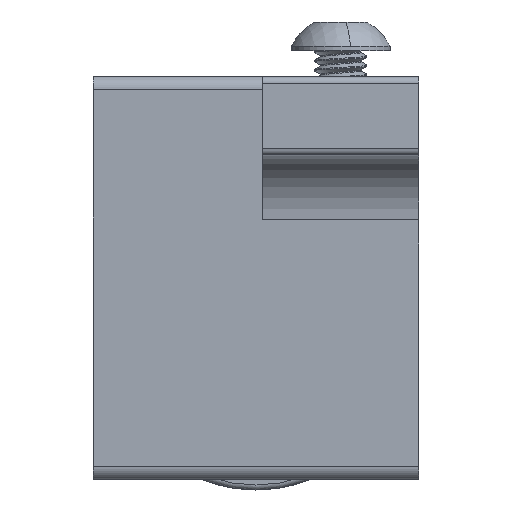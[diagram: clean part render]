
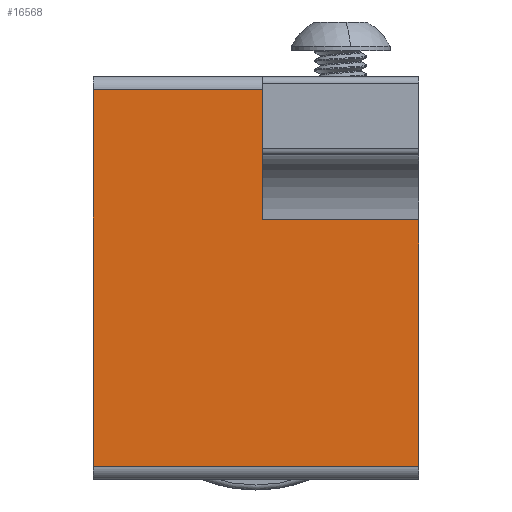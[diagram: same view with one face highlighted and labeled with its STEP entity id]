
A CAD part, front view. The second image highlights one B-rep face of the part: STEP entity #16568.
In plain terms, the highlighted planar face has unit normal (0, -1, 0).
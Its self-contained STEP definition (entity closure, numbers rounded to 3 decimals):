
#70 = VECTOR ( 'NONE', #16330, 1000. ) ;
#740 = EDGE_CURVE ( 'Defeatured_0_49+Defeatured_0_24+Defeatured_0_44+Defeatured_0_45', #6611, #13464, #8474, .T. ) ;
#768 = ORIENTED_EDGE ( 'NONE', *, *, #8118, .F. ) ;
#1814 = VECTOR ( 'NONE', #4025, 1000. ) ;
#1988 = EDGE_LOOP ( 'NONE', ( #6766, #2700, #15494, #768, #8000, #3319 ) ) ;
#2316 = EDGE_CURVE ( 'Defeatured_0_24+Defeatured_0_50+Defeatured_0_44+Defeatured_0_82', #13628, #16600, #12521, .T. ) ;
#2631 = DIRECTION ( 'NONE',  ( 0., 0., -1. ) ) ;
#2668 = CARTESIAN_POINT ( 'NONE',  ( 75.072, 28.788, -59.135 ) ) ;
#2684 = DIRECTION ( 'NONE',  ( 0., 1., 0. ) ) ;
#2700 = ORIENTED_EDGE ( 'NONE', *, *, #12371, .T. ) ;
#2735 = CARTESIAN_POINT ( 'NONE',  ( 62.072, 28.788, -78.072 ) ) ;
#2821 = CARTESIAN_POINT ( 'NONE',  ( 62.072, 28.788, -78.072 ) ) ;
#3280 = CARTESIAN_POINT ( 'NONE',  ( 62.072, 28.788, -59.135 ) ) ;
#3319 = ORIENTED_EDGE ( 'NONE', *, *, #12494, .T. ) ;
#3658 = FACE_OUTER_BOUND ( 'NONE', #1988, .T. ) ;
#3668 = VECTOR ( 'NONE', #14644, 1000. ) ;
#4025 = DIRECTION ( 'NONE',  ( 0., 0., 1. ) ) ;
#4201 = CARTESIAN_POINT ( 'NONE',  ( 62.072, 28.788, -49.135 ) ) ;
#4533 = LINE ( 'NONE', #7250, #70 ) ;
#4605 = CARTESIAN_POINT ( 'NONE',  ( 75.072, 28.788, -49.135 ) ) ;
#5092 = EDGE_CURVE ( 'Defeatured_0_24+Defeatured_0_77+Defeatured_0_82+Defeatured_0_45', #9246, #14500, #7106, .T. ) ;
#5405 = PLANE ( 'NONE',  #12180 ) ;
#6366 = CARTESIAN_POINT ( 'NONE',  ( 87.072, 28.788, -78.072 ) ) ;
#6611 = VERTEX_POINT ( 'NONE', #8932 ) ;
#6766 = ORIENTED_EDGE ( 'NONE', *, *, #2316, .T. ) ;
#7106 = LINE ( 'NONE', #9502, #3668 ) ;
#7250 = CARTESIAN_POINT ( 'NONE',  ( 62.072, 28.788, -49.135 ) ) ;
#7479 = CARTESIAN_POINT ( 'NONE',  ( 62.072, 28.788, -78.072 ) ) ;
#8000 = ORIENTED_EDGE ( 'NONE', *, *, #740, .F. ) ;
#8118 = EDGE_CURVE ( 'Defeatured_0_45+Defeatured_0_24+Defeatured_0_49+Defeatured_0_77', #13464, #14500, #4533, .T. ) ;
#8359 = DIRECTION ( 'NONE',  ( -1., 0., 0. ) ) ;
#8474 = LINE ( 'NONE', #2821, #1814 ) ;
#8770 = DIRECTION ( 'NONE',  ( 1., 0., 0. ) ) ;
#8932 = CARTESIAN_POINT ( 'NONE',  ( 62.072, 28.788, -78.072 ) ) ;
#9246 = VERTEX_POINT ( 'NONE', #2668 ) ;
#9502 = CARTESIAN_POINT ( 'NONE',  ( 75.072, 28.788, -78.072 ) ) ;
#9715 = CARTESIAN_POINT ( 'NONE',  ( 87.072, 28.788, -78.072 ) ) ;
#12180 = AXIS2_PLACEMENT_3D ( 'NONE', #2735, #2684, #2631 ) ;
#12371 = EDGE_CURVE ( 'Defeatured_0_24+Defeatured_0_82+Defeatured_0_50+Defeatured_0_77', #16600, #9246, #13170, .T. ) ;
#12494 = EDGE_CURVE ( 'Defeatured_0_24+Defeatured_0_44+Defeatured_0_49+Defeatured_0_50', #6611, #13628, #15841, .T. ) ;
#12521 = LINE ( 'NONE', #6366, #15608 ) ;
#13170 = LINE ( 'NONE', #3280, #14440 ) ;
#13464 = VERTEX_POINT ( 'NONE', #4201 ) ;
#13585 = VECTOR ( 'NONE', #8770, 1000. ) ;
#13628 = VERTEX_POINT ( 'NONE', #9715 ) ;
#14123 = DIRECTION ( 'NONE',  ( 0., 0., 1. ) ) ;
#14315 = CARTESIAN_POINT ( 'NONE',  ( 87.072, 28.788, -59.135 ) ) ;
#14440 = VECTOR ( 'NONE', #8359, 1000. ) ;
#14500 = VERTEX_POINT ( 'NONE', #4605 ) ;
#14644 = DIRECTION ( 'NONE',  ( 0., 0., 1. ) ) ;
#15494 = ORIENTED_EDGE ( 'NONE', *, *, #5092, .T. ) ;
#15608 = VECTOR ( 'NONE', #14123, 1000. ) ;
#15841 = LINE ( 'NONE', #7479, #13585 ) ;
#16330 = DIRECTION ( 'NONE',  ( 1., 0., 0. ) ) ;
#16568 = ADVANCED_FACE ( 'Defeatured_0_24', ( #3658 ), #5405, .F. ) ;
#16600 = VERTEX_POINT ( 'NONE', #14315 ) ;
